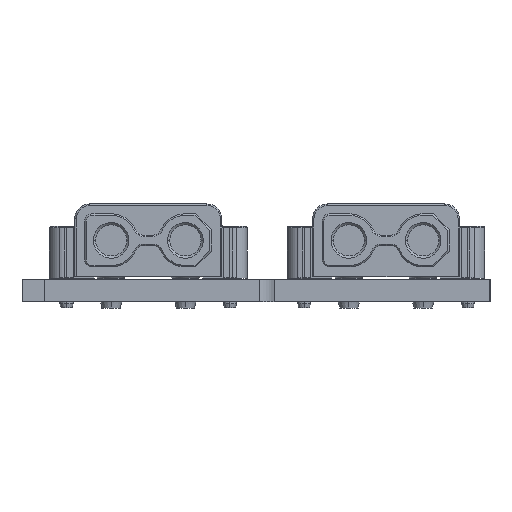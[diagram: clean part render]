
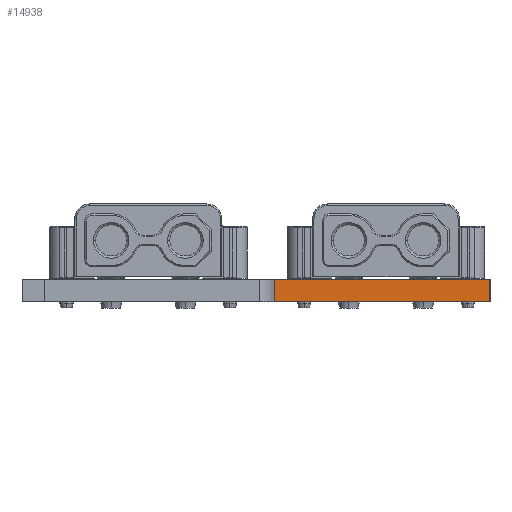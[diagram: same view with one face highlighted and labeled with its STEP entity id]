
A CAD part, left-side view. The second image highlights one B-rep face of the part: STEP entity #14938.
In plain terms, the highlighted planar face has unit normal (-1, 0, 0).
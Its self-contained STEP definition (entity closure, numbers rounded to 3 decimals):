
#14164 = VERTEX_POINT('',#14165);
#14165 = CARTESIAN_POINT('',(35.,-139.,0.));
#14171 = EDGE_CURVE('',#14172,#14164,#14174,.T.);
#14172 = VERTEX_POINT('',#14173);
#14173 = CARTESIAN_POINT('',(35.,-153.5,0.));
#14174 = LINE('',#14175,#14176);
#14175 = CARTESIAN_POINT('',(35.,-153.5,0.));
#14176 = VECTOR('',#14177,1.);
#14177 = DIRECTION('',(0.,1.,0.));
#14515 = VERTEX_POINT('',#14516);
#14516 = CARTESIAN_POINT('',(35.,-139.,1.51));
#14522 = EDGE_CURVE('',#14523,#14515,#14525,.T.);
#14523 = VERTEX_POINT('',#14524);
#14524 = CARTESIAN_POINT('',(35.,-153.5,1.51));
#14525 = LINE('',#14526,#14527);
#14526 = CARTESIAN_POINT('',(35.,-153.5,1.51));
#14527 = VECTOR('',#14528,1.);
#14528 = DIRECTION('',(0.,1.,0.));
#14910 = EDGE_CURVE('',#14172,#14523,#14911,.T.);
#14911 = LINE('',#14912,#14913);
#14912 = CARTESIAN_POINT('',(35.,-153.5,0.));
#14913 = VECTOR('',#14914,1.);
#14914 = DIRECTION('',(0.,0.,1.));
#14938 = ADVANCED_FACE('',(#14939),#14950,.T.);
#14939 = FACE_BOUND('',#14940,.T.);
#14940 = EDGE_LOOP('',(#14941,#14942,#14943,#14949));
#14941 = ORIENTED_EDGE('',*,*,#14910,.T.);
#14942 = ORIENTED_EDGE('',*,*,#14522,.T.);
#14943 = ORIENTED_EDGE('',*,*,#14944,.F.);
#14944 = EDGE_CURVE('',#14164,#14515,#14945,.T.);
#14945 = LINE('',#14946,#14947);
#14946 = CARTESIAN_POINT('',(35.,-139.,0.));
#14947 = VECTOR('',#14948,1.);
#14948 = DIRECTION('',(0.,0.,1.));
#14949 = ORIENTED_EDGE('',*,*,#14171,.F.);
#14950 = PLANE('',#14951);
#14951 = AXIS2_PLACEMENT_3D('',#14952,#14953,#14954);
#14952 = CARTESIAN_POINT('',(35.,-153.5,0.));
#14953 = DIRECTION('',(-1.,0.,0.));
#14954 = DIRECTION('',(0.,1.,0.));
